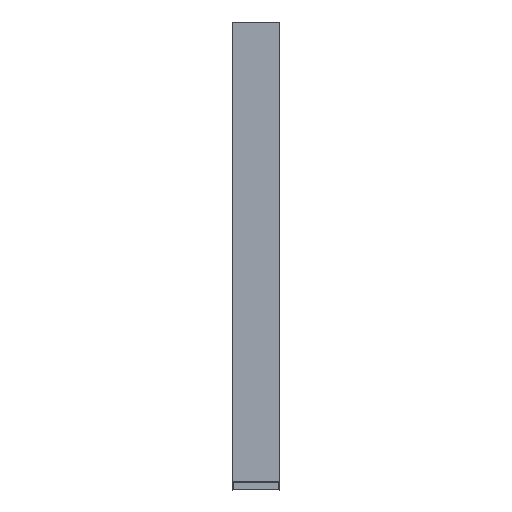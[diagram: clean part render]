
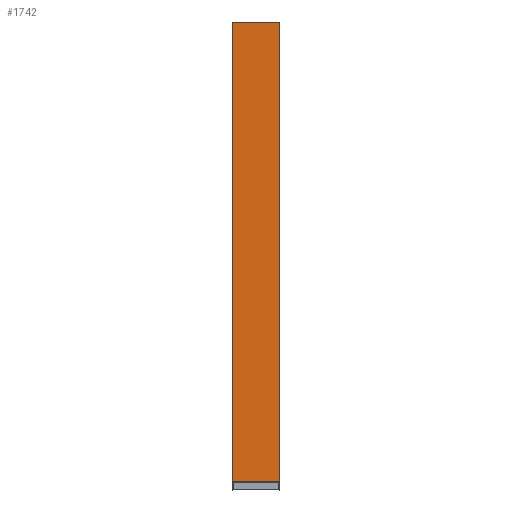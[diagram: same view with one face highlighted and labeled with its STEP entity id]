
A CAD part, front view. The second image highlights one B-rep face of the part: STEP entity #1742.
In plain terms, the highlighted planar face has unit normal (0, -1, 0).
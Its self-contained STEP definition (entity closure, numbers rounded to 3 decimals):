
#28 = VECTOR ( 'NONE', #1791, 1000. ) ;
#60 = VERTEX_POINT ( 'NONE', #1899 ) ;
#62 = DIRECTION ( 'NONE',  ( 1., 0., 0. ) ) ;
#102 = CARTESIAN_POINT ( 'NONE',  ( -149.28, -0.72, 1525.2 ) ) ;
#130 = VECTOR ( 'NONE', #496, 1000. ) ;
#253 = ORIENTED_EDGE ( 'NONE', *, *, #2332, .F. ) ;
#300 = DIRECTION ( 'NONE',  ( -1., 0., 0. ) ) ;
#394 = EDGE_CURVE ( 'NONE', #2094, #1452, #2087, .T. ) ;
#398 = LINE ( 'NONE', #1764, #3016 ) ;
#446 = EDGE_CURVE ( 'NONE', #2029, #789, #2856, .T. ) ;
#463 = CARTESIAN_POINT ( 'NONE',  ( -148.28, -0.72, 1525.2 ) ) ;
#490 = CARTESIAN_POINT ( 'NONE',  ( -148.542, -0.72, -1470.1 ) ) ;
#496 = DIRECTION ( 'NONE',  ( 0., 0., -1. ) ) ;
#552 = ORIENTED_EDGE ( 'NONE', *, *, #2618, .F. ) ;
#626 = EDGE_CURVE ( 'NONE', #764, #1466, #1803, .T. ) ;
#637 = CARTESIAN_POINT ( 'NONE',  ( 150., -0.72, -1469.342 ) ) ;
#662 = ORIENTED_EDGE ( 'NONE', *, *, #446, .F. ) ;
#675 = CARTESIAN_POINT ( 'NONE',  ( 148.28, -0.72, -1470.3 ) ) ;
#683 = B_SPLINE_CURVE_WITH_KNOTS ( 'NONE', 3,
 ( #675, #1798, #1550, #874, #2509, #1340, #1311, #637 ),
 .UNSPECIFIED., .F., .F.,
 ( 4, 2, 2, 4 ),
 ( 0., 0.001, 0.001, 0.002 ),
 .UNSPECIFIED. ) ;
#726 = CARTESIAN_POINT ( 'NONE',  ( -149.374, -0.72, -1469.563 ) ) ;
#752 = CARTESIAN_POINT ( 'NONE',  ( -148.806, -0.72, -1469.899 ) ) ;
#764 = VERTEX_POINT ( 'NONE', #1229 ) ;
#789 = VERTEX_POINT ( 'NONE', #1449 ) ;
#874 = CARTESIAN_POINT ( 'NONE',  ( 149.229, -0.72, -1469.642 ) ) ;
#936 = CARTESIAN_POINT ( 'NONE',  ( -149.229, -0.72, -1469.642 ) ) ;
#961 = LINE ( 'NONE', #2360, #1632 ) ;
#1027 = EDGE_LOOP ( 'NONE', ( #2950, #2287, #552, #662, #1264, #2739, #2837, #253 ) ) ;
#1089 = CARTESIAN_POINT ( 'NONE',  ( -148.28, -0.72, 1525.2 ) ) ;
#1229 = CARTESIAN_POINT ( 'NONE',  ( -148.28, -0.72, -1470.3 ) ) ;
#1264 = ORIENTED_EDGE ( 'NONE', *, *, #2222, .T. ) ;
#1266 = FACE_OUTER_BOUND ( 'NONE', #1027, .T. ) ;
#1301 = CARTESIAN_POINT ( 'NONE',  ( -150., -0.72, -1470.3 ) ) ;
#1303 = DIRECTION ( 'NONE',  ( 0., 0., -1. ) ) ;
#1311 = CARTESIAN_POINT ( 'NONE',  ( 149.838, -0.72, -1469.377 ) ) ;
#1340 = CARTESIAN_POINT ( 'NONE',  ( 149.68, -0.72, -1469.43 ) ) ;
#1378 = CARTESIAN_POINT ( 'NONE',  ( -150., -0.72, 1525.2 ) ) ;
#1449 = CARTESIAN_POINT ( 'NONE',  ( 150., -0.72, 1525.2 ) ) ;
#1452 = VERTEX_POINT ( 'NONE', #2047 ) ;
#1466 = VERTEX_POINT ( 'NONE', #2972 ) ;
#1497 = VERTEX_POINT ( 'NONE', #2753 ) ;
#1550 = CARTESIAN_POINT ( 'NONE',  ( 148.806, -0.72, -1469.899 ) ) ;
#1632 = VECTOR ( 'NONE', #2116, 1000. ) ;
#1661 = LINE ( 'NONE', #1378, #130 ) ;
#1742 = ADVANCED_FACE ( 'NONE', ( #1266 ), #2886, .T. ) ;
#1756 = DIRECTION ( 'NONE',  ( 0., -1., 0. ) ) ;
#1764 = CARTESIAN_POINT ( 'NONE',  ( 150., -0.72, 1525.2 ) ) ;
#1791 = DIRECTION ( 'NONE',  ( 1., 0., 0. ) ) ;
#1798 = CARTESIAN_POINT ( 'NONE',  ( 148.542, -0.72, -1470.1 ) ) ;
#1803 = LINE ( 'NONE', #1301, #28 ) ;
#1851 = CARTESIAN_POINT ( 'NONE',  ( -149.838, -0.72, -1469.377 ) ) ;
#1855 = CARTESIAN_POINT ( 'NONE',  ( 148.28, -0.72, 1525.2 ) ) ;
#1899 = CARTESIAN_POINT ( 'NONE',  ( -150., -0.72, -1469.342 ) ) ;
#2029 = VERTEX_POINT ( 'NONE', #1855 ) ;
#2047 = CARTESIAN_POINT ( 'NONE',  ( -150., -0.72, 1525.2 ) ) ;
#2080 = AXIS2_PLACEMENT_3D ( 'NONE', #2439, #1756, #1303 ) ;
#2087 = LINE ( 'NONE', #463, #2901 ) ;
#2094 = VERTEX_POINT ( 'NONE', #1089 ) ;
#2110 = CARTESIAN_POINT ( 'NONE',  ( -150., -0.72, -1469.342 ) ) ;
#2116 = DIRECTION ( 'NONE',  ( -1., 0., 0. ) ) ;
#2124 = CARTESIAN_POINT ( 'NONE',  ( -148.28, -0.72, -1470.3 ) ) ;
#2141 = CARTESIAN_POINT ( 'NONE',  ( -149.68, -0.72, -1469.43 ) ) ;
#2167 = VECTOR ( 'NONE', #62, 1000. ) ;
#2203 = EDGE_CURVE ( 'NONE', #1452, #60, #1661, .T. ) ;
#2222 = EDGE_CURVE ( 'NONE', #2029, #2094, #961, .T. ) ;
#2287 = ORIENTED_EDGE ( 'NONE', *, *, #2546, .T. ) ;
#2332 = EDGE_CURVE ( 'NONE', #764, #60, #2841, .T. ) ;
#2360 = CARTESIAN_POINT ( 'NONE',  ( -149.28, -0.72, 1525.2 ) ) ;
#2439 = CARTESIAN_POINT ( 'NONE',  ( -149.28, -0.72, 1525.2 ) ) ;
#2509 = CARTESIAN_POINT ( 'NONE',  ( 149.374, -0.72, -1469.563 ) ) ;
#2546 = EDGE_CURVE ( 'NONE', #1466, #1497, #683, .T. ) ;
#2618 = EDGE_CURVE ( 'NONE', #789, #1497, #398, .T. ) ;
#2739 = ORIENTED_EDGE ( 'NONE', *, *, #394, .T. ) ;
#2753 = CARTESIAN_POINT ( 'NONE',  ( 150., -0.72, -1469.342 ) ) ;
#2837 = ORIENTED_EDGE ( 'NONE', *, *, #2203, .T. ) ;
#2841 = B_SPLINE_CURVE_WITH_KNOTS ( 'NONE', 3,
 ( #2124, #490, #752, #936, #726, #2141, #1851, #2110 ),
 .UNSPECIFIED., .F., .F.,
 ( 4, 2, 2, 4 ),
 ( 0., 0.001, 0.001, 0.002 ),
 .UNSPECIFIED. ) ;
#2856 = LINE ( 'NONE', #102, #2167 ) ;
#2886 = PLANE ( 'NONE',  #2080 ) ;
#2901 = VECTOR ( 'NONE', #300, 1000. ) ;
#2950 = ORIENTED_EDGE ( 'NONE', *, *, #626, .T. ) ;
#2972 = CARTESIAN_POINT ( 'NONE',  ( 148.28, -0.72, -1470.3 ) ) ;
#2999 = DIRECTION ( 'NONE',  ( 0., 0., -1. ) ) ;
#3016 = VECTOR ( 'NONE', #2999, 1000. ) ;
